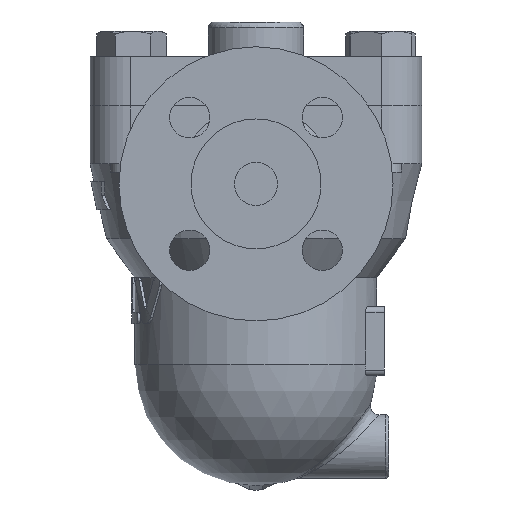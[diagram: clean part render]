
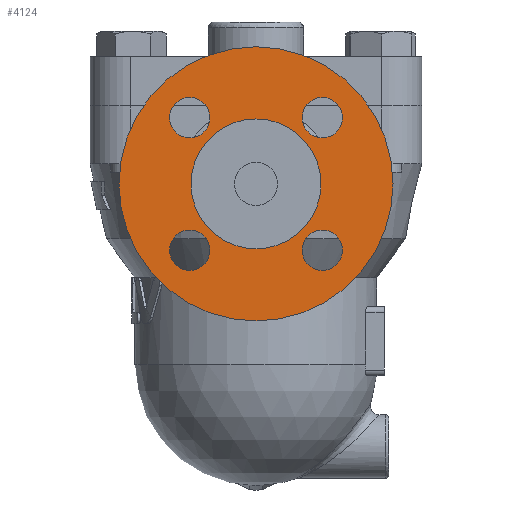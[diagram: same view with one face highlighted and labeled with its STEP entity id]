
A CAD part, left-side view. The second image highlights one B-rep face of the part: STEP entity #4124.
In plain terms, the highlighted planar face has unit normal (-1, 0, 0).
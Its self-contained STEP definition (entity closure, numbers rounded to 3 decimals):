
#719=PLANE('',#4461);
#864=FACE_BOUND('',#1272,.T.);
#865=FACE_BOUND('',#1273,.T.);
#866=FACE_BOUND('',#1274,.T.);
#867=FACE_BOUND('',#1275,.T.);
#868=FACE_BOUND('',#1276,.T.);
#947=FACE_OUTER_BOUND('',#1271,.T.);
#1271=EDGE_LOOP('',(#2932));
#1272=EDGE_LOOP('',(#2933));
#1273=EDGE_LOOP('',(#2934));
#1274=EDGE_LOOP('',(#2935));
#1275=EDGE_LOOP('',(#2936));
#1276=EDGE_LOOP('',(#2937));
#1588=CIRCLE('',#4412,47.5);
#1594=CIRCLE('',#4424,7.);
#1595=CIRCLE('',#4426,7.);
#1596=CIRCLE('',#4428,7.);
#1597=CIRCLE('',#4430,7.);
#1619=CIRCLE('',#4462,22.5);
#1814=VERTEX_POINT('',#6109);
#1820=VERTEX_POINT('',#6127);
#1821=VERTEX_POINT('',#6130);
#1822=VERTEX_POINT('',#6133);
#1823=VERTEX_POINT('',#6136);
#1868=VERTEX_POINT('',#6321);
#2226=EDGE_CURVE('',#1814,#1814,#1588,.T.);
#2232=EDGE_CURVE('',#1820,#1820,#1594,.T.);
#2233=EDGE_CURVE('',#1821,#1821,#1595,.T.);
#2234=EDGE_CURVE('',#1822,#1822,#1596,.T.);
#2235=EDGE_CURVE('',#1823,#1823,#1597,.T.);
#2284=EDGE_CURVE('',#1868,#1868,#1619,.T.);
#2932=ORIENTED_EDGE('',*,*,#2226,.T.);
#2933=ORIENTED_EDGE('',*,*,#2232,.T.);
#2934=ORIENTED_EDGE('',*,*,#2233,.T.);
#2935=ORIENTED_EDGE('',*,*,#2234,.T.);
#2936=ORIENTED_EDGE('',*,*,#2235,.T.);
#2937=ORIENTED_EDGE('',*,*,#2284,.F.);
#4124=ADVANCED_FACE('',(#947,#864,#865,#866,#867,#868),#719,.T.);
#4412=AXIS2_PLACEMENT_3D('',#6110,#4951,#4952);
#4424=AXIS2_PLACEMENT_3D('',#6128,#4975,#4976);
#4426=AXIS2_PLACEMENT_3D('',#6131,#4979,#4980);
#4428=AXIS2_PLACEMENT_3D('',#6134,#4983,#4984);
#4430=AXIS2_PLACEMENT_3D('',#6137,#4987,#4988);
#4461=AXIS2_PLACEMENT_3D('',#6320,#5068,#5069);
#4462=AXIS2_PLACEMENT_3D('',#6322,#5070,#5071);
#4951=DIRECTION('center_axis',(-1.,0.,0.));
#4952=DIRECTION('ref_axis',(0.,0.,1.));
#4975=DIRECTION('center_axis',(1.,0.,0.));
#4976=DIRECTION('ref_axis',(0.,-1.,0.));
#4979=DIRECTION('center_axis',(1.,0.,0.));
#4980=DIRECTION('ref_axis',(0.,0.,
-1.));
#4983=DIRECTION('center_axis',(1.,0.,0.));
#4984=DIRECTION('ref_axis',(0.,1.,0.));
#4987=DIRECTION('center_axis',(1.,0.,0.));
#4988=DIRECTION('ref_axis',(0.,0.,1.));
#5068=DIRECTION('center_axis',(-1.,0.,0.));
#5069=DIRECTION('ref_axis',(0.,0.,1.));
#5070=DIRECTION('center_axis',(-1.,0.,0.));
#5071=DIRECTION('ref_axis',(0.,0.,1.));
#6109=CARTESIAN_POINT('',(-107.5,0.,20.5));
#6110=CARTESIAN_POINT('Origin',(-107.5,0.,-27.));
#6127=CARTESIAN_POINT('',(-107.5,-29.981,-49.981));
#6128=CARTESIAN_POINT('Origin',(-107.5,-22.981,-49.981));
#6130=CARTESIAN_POINT('',(-107.5,22.981,-56.981));
#6131=CARTESIAN_POINT('Origin',(-107.5,22.981,-49.981));
#6133=CARTESIAN_POINT('',(-107.5,29.981,-4.019));
#6134=CARTESIAN_POINT('Origin',(-107.5,22.981,-4.019));
#6136=CARTESIAN_POINT('',(-107.5,-22.981,2.981));
#6137=CARTESIAN_POINT('Origin',(-107.5,-22.981,-4.019));
#6320=CARTESIAN_POINT('Origin',(-107.5,0.,8.));
#6321=CARTESIAN_POINT('',(-107.5,0.,-4.5));
#6322=CARTESIAN_POINT('Origin',(-107.5,0.,-27.));
